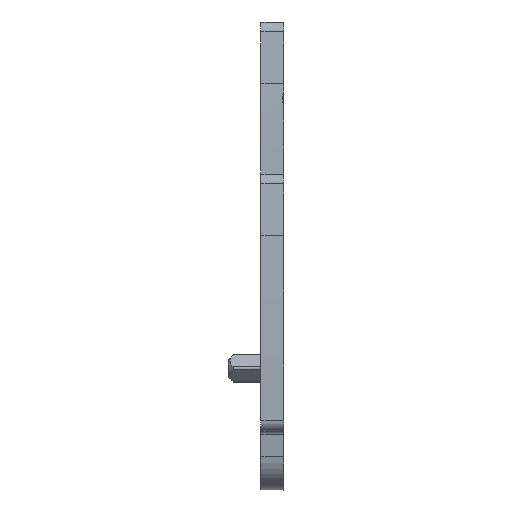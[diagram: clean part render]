
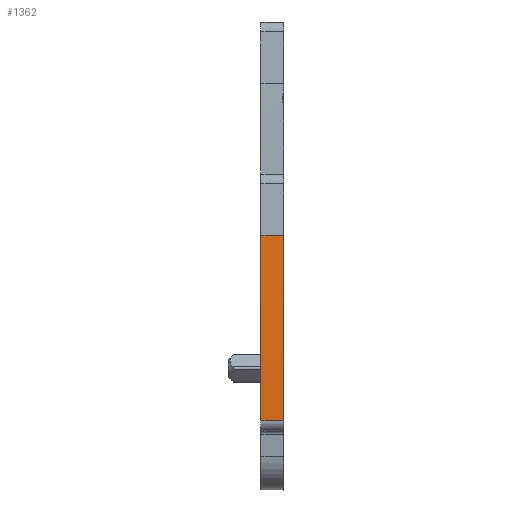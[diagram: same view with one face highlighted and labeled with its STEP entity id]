
A CAD part, front view. The second image highlights one B-rep face of the part: STEP entity #1362.
In plain terms, the highlighted cylindrical face has radius 151.052 mm (diameter 302.104 mm), a partial arc.
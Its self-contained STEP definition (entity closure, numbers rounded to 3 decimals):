
#577=AXIS2_PLACEMENT_3D('Circle Axis2P3D',#575,#576,$) ;
#1349=AXIS2_PLACEMENT_3D('Cylinder Axis2P3D',#1346,#1347,#1348) ;
#1353=AXIS2_PLACEMENT_3D('Circle Axis2P3D',#1351,#1352,$) ;
#402=CARTESIAN_POINT('Vertex',(3.,0.6,23.45)) ;
#572=CARTESIAN_POINT('Vertex',(3.,0.043,6.376)) ;
#575=CARTESIAN_POINT('Axis2P3D Location',(3.,151.052,10.)) ;
#690=CARTESIAN_POINT('Line Origine',(4.05,0.6,23.45)) ;
#694=CARTESIAN_POINT('Vertex',(5.1,0.6,23.45)) ;
#1331=CARTESIAN_POINT('Vertex',(5.1,0.043,6.376)) ;
#1334=CARTESIAN_POINT('Line Origine',(4.05,0.043,6.376)) ;
#1346=CARTESIAN_POINT('Axis2P3D Location',(4.05,151.052,10.)) ;
#1351=CARTESIAN_POINT('Axis2P3D Location',(5.1,151.052,10.)) ;
#576=DIRECTION('Axis2P3D Direction',(1.,-0.,0.)) ;
#691=DIRECTION('Vector Direction',(1.,0.,0.)) ;
#1335=DIRECTION('Vector Direction',(1.,0.,0.)) ;
#1347=DIRECTION('Axis2P3D Direction',(1.,0.,0.)) ;
#1348=DIRECTION('Axis2P3D XDirection',(0.,-0.996,0.089)) ;
#1352=DIRECTION('Axis2P3D Direction',(1.,0.,0.)) ;
#692=VECTOR('Line Direction',#691,1.) ;
#1336=VECTOR('Line Direction',#1335,1.) ;
#1357=ORIENTED_EDGE('',*,*,#1338,.T.) ;
#1358=ORIENTED_EDGE('',*,*,#1355,.F.) ;
#1359=ORIENTED_EDGE('',*,*,#696,.F.) ;
#1360=ORIENTED_EDGE('',*,*,#579,.F.) ;
#1362=ADVANCED_FACE('AEP',(#1361),#1350,.T.) ;
#578=CIRCLE('generated circle',#577,151.052) ;
#1354=CIRCLE('generated circle',#1353,151.052) ;
#1350=CYLINDRICAL_SURFACE('generated cylinder',#1349,151.052) ;
#579=EDGE_CURVE('',#573,#403,#578,.F.) ;
#696=EDGE_CURVE('',#403,#695,#693,.T.) ;
#1338=EDGE_CURVE('',#573,#1332,#1337,.T.) ;
#1355=EDGE_CURVE('',#695,#1332,#1354,.T.) ;
#1356=EDGE_LOOP('',(#1357,#1358,#1359,#1360)) ;
#1361=FACE_OUTER_BOUND('',#1356,.T.) ;
#693=LINE('Line',#690,#692) ;
#1337=LINE('Line',#1334,#1336) ;
#403=VERTEX_POINT('',#402) ;
#573=VERTEX_POINT('',#572) ;
#695=VERTEX_POINT('',#694) ;
#1332=VERTEX_POINT('',#1331) ;
